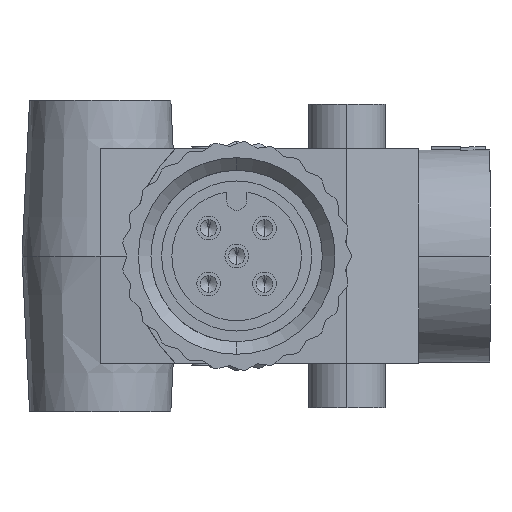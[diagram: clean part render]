
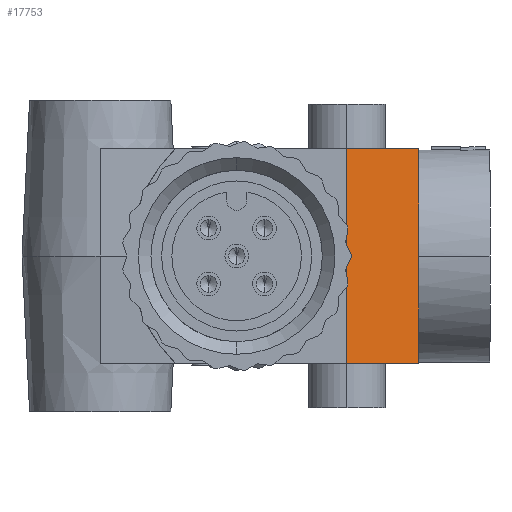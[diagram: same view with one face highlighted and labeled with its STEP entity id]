
A CAD part, left-side view. The second image highlights one B-rep face of the part: STEP entity #17753.
In plain terms, the highlighted planar face has unit normal (-0.979, -0.204, 0).
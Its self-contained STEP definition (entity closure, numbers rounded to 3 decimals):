
#2796 = ORIENTED_EDGE ( 'NONE', *, *, #25823, .F. ) ;
#4136 = ORIENTED_EDGE ( 'NONE', *, *, #9795, .T. ) ;
#4181 = DIRECTION ( 'NONE',  ( 0.204, -0.979, 0. ) ) ;
#4304 = CARTESIAN_POINT ( 'NONE',  ( -7.65, 4.56, 6.81 ) ) ;
#4386 = DIRECTION ( 'NONE',  ( 0.979, 0.204, 0. ) ) ;
#4486 = VECTOR ( 'NONE', #20513, 1000. ) ;
#5251 = CARTESIAN_POINT ( 'NONE',  ( -7.65, 4.56, -6.81 ) ) ;
#6706 = DIRECTION ( 'NONE',  ( 0.204, -0.979, 0. ) ) ;
#7434 = VERTEX_POINT ( 'NONE', #21673 ) ;
#7498 = CARTESIAN_POINT ( 'NONE',  ( -6.7, 0., 6.81 ) ) ;
#8627 = LINE ( 'NONE', #23401, #4486 ) ;
#8990 = AXIS2_PLACEMENT_3D ( 'NONE', #7498, #4386, #10439 ) ;
#9131 = EDGE_CURVE ( 'NONE', #21601, #26943, #19171, .T. ) ;
#9452 = CARTESIAN_POINT ( 'NONE',  ( -7.65, 4.56, 6.81 ) ) ;
#9795 = EDGE_CURVE ( 'NONE', #29985, #26943, #23516, .T. ) ;
#10439 = DIRECTION ( 'NONE',  ( -0.204, 0.979, 0. ) ) ;
#10886 = EDGE_CURVE ( 'NONE', #14830, #7434, #30158, .T. ) ;
#11306 = CARTESIAN_POINT ( 'NONE',  ( -6.7, 0., -0.733 ) ) ;
#11459 = LINE ( 'NONE', #36211, #15887 ) ;
#12667 = CARTESIAN_POINT ( 'NONE',  ( -7.65, 4.56, -6.81 ) ) ;
#14744 = ORIENTED_EDGE ( 'NONE', *, *, #25479, .F. ) ;
#14830 = VERTEX_POINT ( 'NONE', #9452 ) ;
#15534 = DIRECTION ( 'NONE',  ( 0., 0., -1. ) ) ;
#15590 = CARTESIAN_POINT ( 'NONE',  ( -6.7, 0., 6.81 ) ) ;
#15887 = VECTOR ( 'NONE', #18818, 1000. ) ;
#17753 = ADVANCED_FACE ( 'NONE', ( #32405 ), #25354, .F. ) ;
#18818 = DIRECTION ( 'NONE',  ( 0., 0., 1. ) ) ;
#18947 = VERTEX_POINT ( 'NONE', #33931 ) ;
#19171 = LINE ( 'NONE', #15590, #19399 ) ;
#19399 = VECTOR ( 'NONE', #15534, 1000. ) ;
#20513 = DIRECTION ( 'NONE',  ( 0., 0., -1. ) ) ;
#21601 = VERTEX_POINT ( 'NONE', #11306 ) ;
#21673 = CARTESIAN_POINT ( 'NONE',  ( -6.7, 0., 6.81 ) ) ;
#23178 = VECTOR ( 'NONE', #6706, 1000. ) ;
#23401 = CARTESIAN_POINT ( 'NONE',  ( -6.7, 0., 6.81 ) ) ;
#23497 = LINE ( 'NONE', #28641, #36125 ) ;
#23516 = LINE ( 'NONE', #5251, #23178 ) ;
#24769 = EDGE_LOOP ( 'NONE', ( #30676, #2796, #28919, #25924, #14744, #4136 ) ) ;
#25354 = PLANE ( 'NONE',  #8990 ) ;
#25479 = EDGE_CURVE ( 'NONE', #29985, #14830, #11459, .T. ) ;
#25823 = EDGE_CURVE ( 'NONE', #18947, #21601, #8627, .T. ) ;
#25924 = ORIENTED_EDGE ( 'NONE', *, *, #10886, .F. ) ;
#26943 = VERTEX_POINT ( 'NONE', #29095 ) ;
#28641 = CARTESIAN_POINT ( 'NONE',  ( -6.7, 0., 6.81 ) ) ;
#28919 = ORIENTED_EDGE ( 'NONE', *, *, #30668, .T. ) ;
#29095 = CARTESIAN_POINT ( 'NONE',  ( -6.7, 0., -6.81 ) ) ;
#29985 = VERTEX_POINT ( 'NONE', #12667 ) ;
#30158 = LINE ( 'NONE', #4304, #30352 ) ;
#30352 = VECTOR ( 'NONE', #4181, 1000. ) ;
#30668 = EDGE_CURVE ( 'NONE', #18947, #7434, #23497, .T. ) ;
#30676 = ORIENTED_EDGE ( 'NONE', *, *, #9131, .F. ) ;
#31609 = DIRECTION ( 'NONE',  ( 0., 0., 1. ) ) ;
#32405 = FACE_OUTER_BOUND ( 'NONE', #24769, .T. ) ;
#33931 = CARTESIAN_POINT ( 'NONE',  ( -6.7, 0., 0.733 ) ) ;
#36125 = VECTOR ( 'NONE', #31609, 1000. ) ;
#36211 = CARTESIAN_POINT ( 'NONE',  ( -7.65, 4.56, 6.81 ) ) ;
